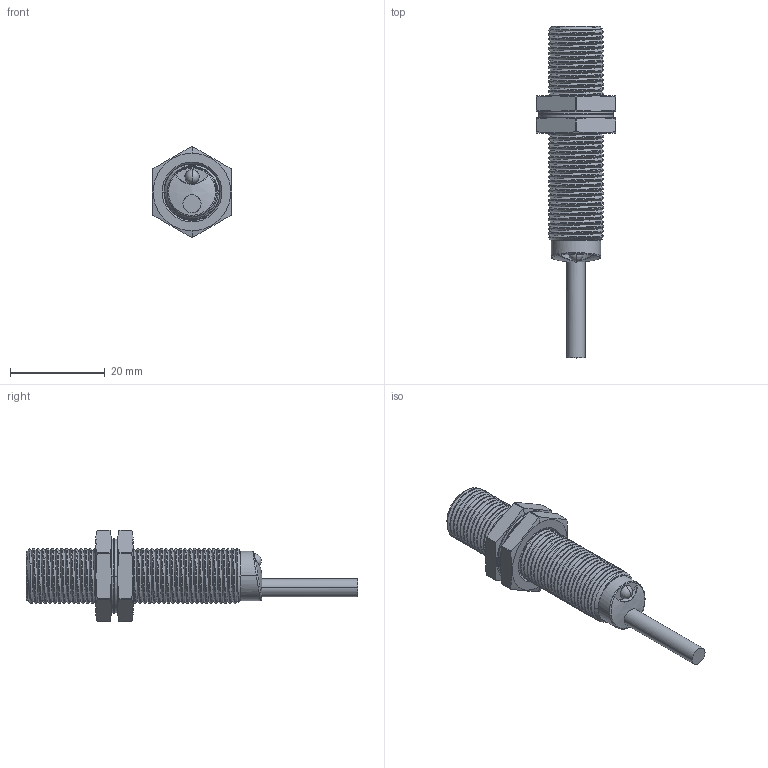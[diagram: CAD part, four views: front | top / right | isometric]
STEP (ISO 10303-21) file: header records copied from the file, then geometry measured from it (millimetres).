
FILE_DESCRIPTION((''),'2;1');
FILE_NAME('SM1204NB_ASM','2021-09-24T14:17:29',('Administrator'),(''),'CREO PARAMETRIC BY PTC INC, 2018400','CREO PARAMETRIC BY PTC INC, 2018400','');
FILE_SCHEMA(('CONFIG_CONTROL_DESIGN'));
Length unit declared in the file: millimetre
Products named in the file (3): SM1204NB; LM-M12__; SM1204NB_ASM
Assembly tree (3 placements, depth 2):
  SM1204NB_ASM
    SM1204NB
    LM-M12__  x2
Bounding box: 16.75 x 70 x 19.28 mm (x, y, z)
Volume: 6092.1 mm3; surface area: 4509.8 mm2
Topology: 3 solids, 3 shells, 692 faces, 2022 edges, 1339 vertices
Faces by surface type: plane 502, cylinder 123, bspline 43, cone 20, sphere 2, torus 2
Entity records: 26264 total; most frequent: CARTESIAN_POINT 16097, ORIENTED_EDGE 2410, DIRECTION 1734, EDGE_CURVE 1205, VERTEX_POINT 796, AXIS2_PLACEMENT_3D 673, B_SPLINE_CURVE_WITH_KNOTS 528, EDGE_LOOP 423
